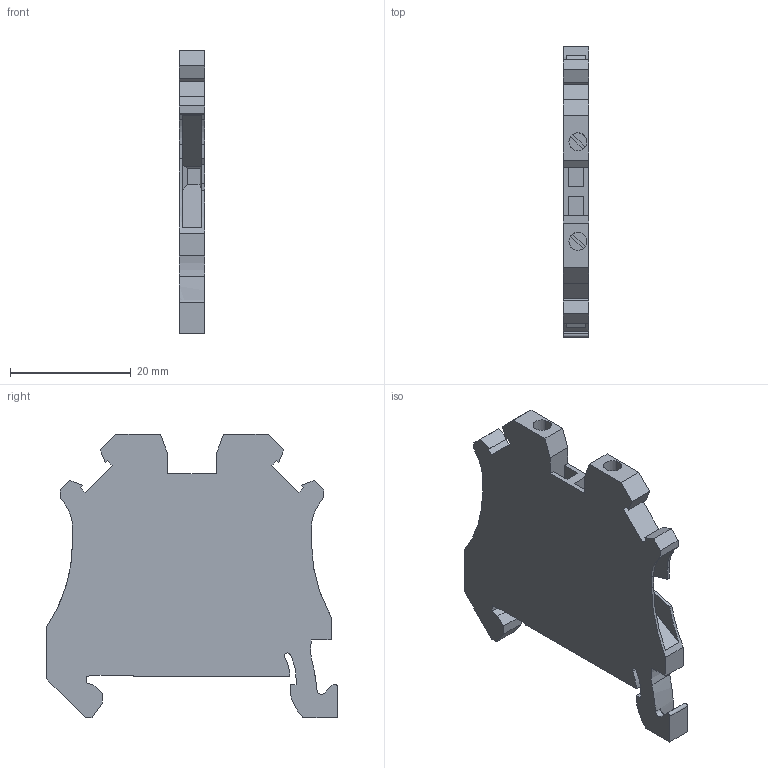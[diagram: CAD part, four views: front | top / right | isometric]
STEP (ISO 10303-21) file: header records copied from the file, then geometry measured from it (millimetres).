
FILE_DESCRIPTION(('Creo Elements/Direct Modeling STEP Export'),'2;1');
FILE_NAME('model.stp','2023-02-28T10:54:41',(''),(''),'Creo Elements/Direct Modeling STEP processor for AP214 (Solid Model)','Creo Elements/Direct Modeling 20.1D 10-Oct-2020 (C) Parametric Technology GmbH','');
FILE_SCHEMA(('AUTOMOTIVE_DESIGN { 1 0 10303 214 1 1 1 1 }'));
Length unit declared in the file: millimetre
Products named in the file (1): UT_1.5_BU-Select
Bounding box: 4.15 x 48 x 46.85 mm (x, y, z)
Volume: 5694.3 mm3; surface area: 5076.7 mm2
Topology: 1 solids, 1 shells, 134 faces, 382 edges, 252 vertices
Faces by surface type: plane 116, cylinder 18
Entity records: 5292 total; most frequent: ORIENTED_EDGE 764, CARTESIAN_POINT 744, DIRECTION 663, EDGE_CURVE 382, VECTOR 321, LINE 321, VERTEX_POINT 252, AXIS2_PLACEMENT_3D 171
